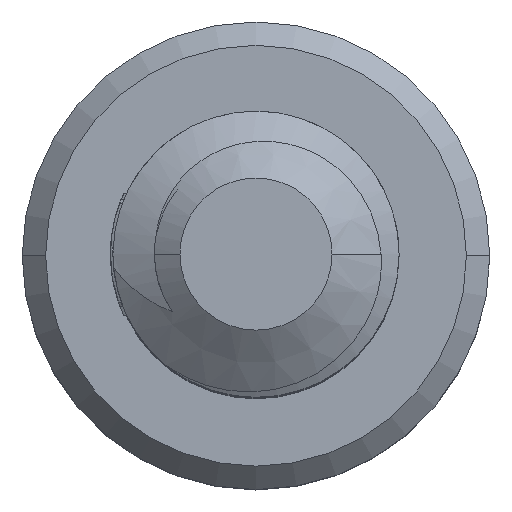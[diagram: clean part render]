
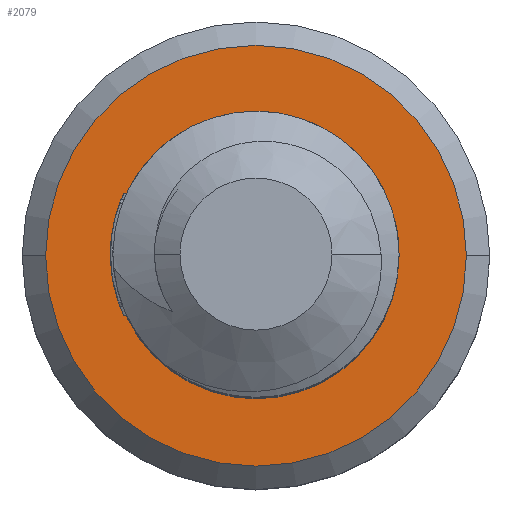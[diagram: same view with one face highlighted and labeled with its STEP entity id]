
A CAD part, top view. The second image highlights one B-rep face of the part: STEP entity #2079.
In plain terms, the highlighted planar face has unit normal (0, 0, 1).
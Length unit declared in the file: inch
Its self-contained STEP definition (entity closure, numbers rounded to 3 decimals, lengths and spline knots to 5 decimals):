
#29 = ORIENTED_EDGE ( 'NONE', *, *, #3058, .T. ) ;
#102 = CARTESIAN_POINT ( 'NONE',  ( 0.03962, 0.03158, -0.375 ) ) ;
#112 = AXIS2_PLACEMENT_3D ( 'NONE', #6811, #2946, #7407 ) ;
#438 = CIRCLE ( 'NONE', #112, 0.03976 ) ;
#484 = VERTEX_POINT ( 'NONE', #3000 ) ;
#584 = VERTEX_POINT ( 'NONE', #995 ) ;
#807 = CARTESIAN_POINT ( 'NONE',  ( 0.04552, 0.01355, -0.375 ) ) ;
#842 = CARTESIAN_POINT ( 'NONE',  ( 0., 0., -0.375 ) ) ;
#865 = VERTEX_POINT ( 'NONE', #6224 ) ;
#959 = EDGE_LOOP ( 'NONE', ( #6306, #8378, #29, #6958 ) ) ;
#995 = CARTESIAN_POINT ( 'NONE',  ( 0., -0.03976, -0.375 ) ) ;
#1107 = VERTEX_POINT ( 'NONE', #8095 ) ;
#1142 = AXIS2_PLACEMENT_3D ( 'NONE', #842, #5574, #1536 ) ;
#1151 = CARTESIAN_POINT ( 'NONE',  ( -0.03603, -0.03008, -0.375 ) ) ;
#1305 = AXIS2_PLACEMENT_3D ( 'NONE', #4105, #8479, #4785 ) ;
#1457 = EDGE_CURVE ( 'NONE', #584, #865, #5382, .T. ) ;
#1467 = CARTESIAN_POINT ( 'NONE',  ( 0., 0.056, -0.375 ) ) ;
#1496 = CARTESIAN_POINT ( 'NONE',  ( 0.04531, -0.00075, -0.375 ) ) ;
#1536 = DIRECTION ( 'NONE',  ( 1., 0., 0. ) ) ;
#1723 = CARTESIAN_POINT ( 'NONE',  ( 0., 0., -0.375 ) ) ;
#1851 = CARTESIAN_POINT ( 'NONE',  ( -0.04851, -0.00951, -0.375 ) ) ;
#2079 = ADVANCED_FACE ( 'NONE', ( #5624, #4116 ), #3975, .F. ) ;
#2101 = CIRCLE ( 'NONE', #1305, 0.08235 ) ;
#2168 = CARTESIAN_POINT ( 'NONE',  ( 0.0406, -0.01429, -0.375 ) ) ;
#2187 = CARTESIAN_POINT ( 'NONE',  ( 0.08235, 0., -0.375 ) ) ;
#2311 = EDGE_LOOP ( 'NONE', ( #3339, #8261 ) ) ;
#2384 = DIRECTION ( 'NONE',  ( -1., 0., 0. ) ) ;
#2423 = AXIS2_PLACEMENT_3D ( 'NONE', #7707, #4003, #8375 ) ;
#2452 = CARTESIAN_POINT ( 'NONE',  ( -0.00951, -0.04126, -0.375 ) ) ;
#2514 = CARTESIAN_POINT ( 'NONE',  ( -0.05125, 0.0045, -0.375 ) ) ;
#2859 = CARTESIAN_POINT ( 'NONE',  ( 0.03183, -0.02564, -0.375 ) ) ;
#2946 = DIRECTION ( 'NONE',  ( 0., 0., -1. ) ) ;
#2999 = EDGE_CURVE ( 'NONE', #1107, #484, #7268, .T. ) ;
#3000 = CARTESIAN_POINT ( 'NONE',  ( 0.02786, -0.02837, -0.375 ) ) ;
#3058 = EDGE_CURVE ( 'NONE', #484, #584, #438, .T. ) ;
#3093 = CARTESIAN_POINT ( 'NONE',  ( -0.04472, 0.03206, -0.375 ) ) ;
#3165 = CARTESIAN_POINT ( 'NONE',  ( 0., -0.03976, -0.375 ) ) ;
#3339 = ORIENTED_EDGE ( 'NONE', *, *, #3602, .T. ) ;
#3520 = CARTESIAN_POINT ( 'NONE',  ( 0.01822, 0.05072, -0.375 ) ) ;
#3602 = EDGE_CURVE ( 'NONE', #6849, #5741, #2101, .T. ) ;
#3710 = EDGE_CURVE ( 'NONE', #1107, #865, #8112, .T. ) ;
#3790 = CARTESIAN_POINT ( 'NONE',  ( -0.03924, 0.03996, -0.375 ) ) ;
#3824 = AXIS2_PLACEMENT_3D ( 'NONE', #1723, #6339, #2384 ) ;
#3975 = PLANE ( 'NONE',  #2423 ) ;
#4003 = DIRECTION ( 'NONE',  ( 0., 0., -1. ) ) ;
#4006 = CARTESIAN_POINT ( 'NONE',  ( -0.08235, 0., -0.375 ) ) ;
#4105 = CARTESIAN_POINT ( 'NONE',  ( 0., 0., -0.375 ) ) ;
#4116 = FACE_BOUND ( 'NONE', #959, .T. ) ;
#4236 = CARTESIAN_POINT ( 'NONE',  ( 0.03365, 0.03959, -0.375 ) ) ;
#4785 = DIRECTION ( 'NONE',  ( -1., 0., 0. ) ) ;
#4799 = CIRCLE ( 'NONE', #3824, 0.08235 ) ;
#4901 = CARTESIAN_POINT ( 'NONE',  ( 0.04458, 0.01823, -0.375 ) ) ;
#5234 = CARTESIAN_POINT ( 'NONE',  ( -0.01926, -0.0395, -0.375 ) ) ;
#5382 = B_SPLINE_CURVE_WITH_KNOTS ( 'NONE', 3,
 ( #3165, #2452, #5234, #1151, #5843, #1851, #6452, #2514, #7047, #7480, #6928, #3093, #7525, #3790 ),
 .UNSPECIFIED., .F., .F.,
 ( 4, 2, 2, 2, 2, 2, 4 ),
 ( 0., 0.00072, 0.00145, 0.00181, 0.00217, 0.00253, 0.00289 ),
 .UNSPECIFIED. ) ;
#5498 = CARTESIAN_POINT ( 'NONE',  ( 0.00478, 0.05547, -0.375 ) ) ;
#5539 = CARTESIAN_POINT ( 'NONE',  ( 0.04588, 0.00396, -0.375 ) ) ;
#5574 = DIRECTION ( 'NONE',  ( 0., 0., 1. ) ) ;
#5624 = FACE_OUTER_BOUND ( 'NONE', #2311, .T. ) ;
#5741 = VERTEX_POINT ( 'NONE', #2187 ) ;
#5843 = CARTESIAN_POINT ( 'NONE',  ( -0.04248, -0.0226, -0.375 ) ) ;
#6042 = EDGE_CURVE ( 'NONE', #5741, #6849, #4799, .T. ) ;
#6144 = CARTESIAN_POINT ( 'NONE',  ( 0.04263, -0.01, -0.375 ) ) ;
#6224 = CARTESIAN_POINT ( 'NONE',  ( -0.03924, 0.03996, -0.375 ) ) ;
#6306 = ORIENTED_EDGE ( 'NONE', *, *, #3710, .F. ) ;
#6339 = DIRECTION ( 'NONE',  ( 0., 0., 1. ) ) ;
#6452 = CARTESIAN_POINT ( 'NONE',  ( -0.04986, -0.00494, -0.375 ) ) ;
#6733 = CARTESIAN_POINT ( 'NONE',  ( 0.03516, -0.0222, -0.375 ) ) ;
#6811 = CARTESIAN_POINT ( 'NONE',  ( 0., 0., -0.375 ) ) ;
#6849 = VERTEX_POINT ( 'NONE', #4006 ) ;
#6928 = CARTESIAN_POINT ( 'NONE',  ( -0.0486, 0.0234, -0.375 ) ) ;
#6958 = ORIENTED_EDGE ( 'NONE', *, *, #1457, .T. ) ;
#7047 = CARTESIAN_POINT ( 'NONE',  ( -0.05126, 0.00932, -0.375 ) ) ;
#7268 = B_SPLINE_CURVE_WITH_KNOTS ( 'NONE', 3,
 ( #1467, #5498, #7307, #3520, #7917, #4236, #102, #4901, #807, #5539, #1496, #6144, #2168, #6733, #2859, #7335 ),
 .UNSPECIFIED., .F., .F.,
 ( 4, 2, 2, 2, 2, 2, 2, 4 ),
 ( 0., 0.00036, 0.00072, 0.00145, 0.00181, 0.00217, 0.00253, 0.00289 ),
 .UNSPECIFIED. ) ;
#7307 = CARTESIAN_POINT ( 'NONE',  ( 0.00938, 0.0543, -0.375 ) ) ;
#7335 = CARTESIAN_POINT ( 'NONE',  ( 0.02786, -0.02837, -0.375 ) ) ;
#7407 = DIRECTION ( 'NONE',  ( 1., 0., 0. ) ) ;
#7480 = CARTESIAN_POINT ( 'NONE',  ( -0.04995, 0.01873, -0.375 ) ) ;
#7525 = CARTESIAN_POINT ( 'NONE',  ( -0.04222, 0.03619, -0.375 ) ) ;
#7707 = CARTESIAN_POINT ( 'NONE',  ( 0., 0., -0.375 ) ) ;
#7917 = CARTESIAN_POINT ( 'NONE',  ( 0.0224, 0.04831, -0.375 ) ) ;
#8095 = CARTESIAN_POINT ( 'NONE',  ( 0., 0.056, -0.375 ) ) ;
#8112 = CIRCLE ( 'NONE', #1142, 0.056 ) ;
#8261 = ORIENTED_EDGE ( 'NONE', *, *, #6042, .T. ) ;
#8375 = DIRECTION ( 'NONE',  ( -1., 0., 0. ) ) ;
#8378 = ORIENTED_EDGE ( 'NONE', *, *, #2999, .T. ) ;
#8479 = DIRECTION ( 'NONE',  ( 0., 0., 1. ) ) ;
